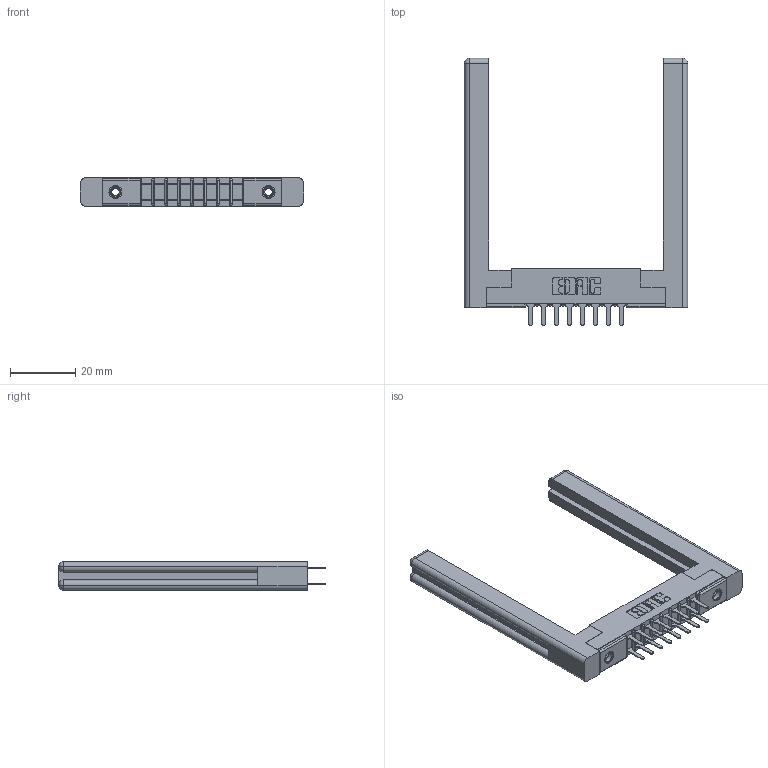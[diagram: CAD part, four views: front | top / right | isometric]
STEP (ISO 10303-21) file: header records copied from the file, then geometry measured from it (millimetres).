
FILE_DESCRIPTION (( 'STEP AP203' ), '1' );
FILE_NAME ('357-016-420-258.STEP', '2020-10-02T18:47:22', ( '' ), ( '' ), 'SwSTEP 2.0', 'SolidWorks 2020', '' );
FILE_SCHEMA (( 'CONFIG_CONTROL_DESIGN' ));
Length unit declared in the file: inch
Products named in the file (5): 307-290-001_520; 345-250-001_345-250-001-102; 307 Part_.156 Dia Mounting Holes; 307-220-058; 357-016-420-258
Assembly tree (21 placements, depth 2):
  357-016-420-258
    307 Part_.156 Dia Mounting Holes
    307-290-001_520  x16
    307-220-058  x2
    345-250-001_345-250-001-102  x2
Bounding box: 68.33 x 81.74 x 8.71 mm (x, y, z)
Volume: 12169.2 mm3; surface area: 12320.6 mm2
Topology: 21 solids, 21 shells, 1005 faces, 2757 edges, 1778 vertices
Faces by surface type: plane 650, cylinder 313, sphere 18, torus 12, cone 12
Entity records: 13907 total; most frequent: CARTESIAN_POINT 2303, DIRECTION 2228, ORIENTED_EDGE 2220, EDGE_CURVE 1110, LINE 834, VECTOR 834, VERTEX_POINT 718, AXIS2_PLACEMENT_3D 697
